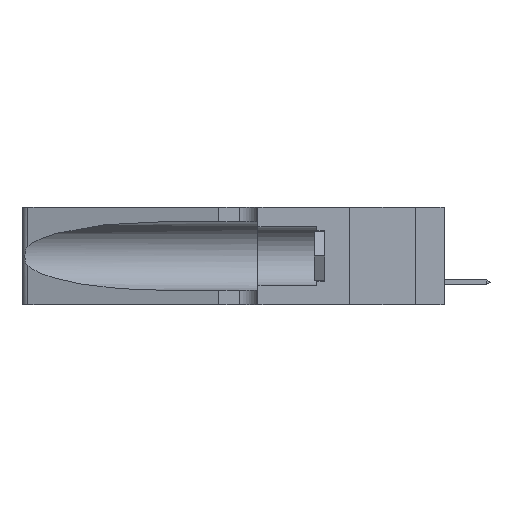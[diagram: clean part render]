
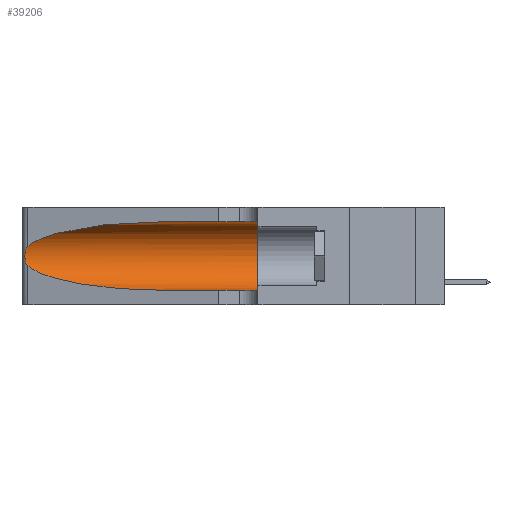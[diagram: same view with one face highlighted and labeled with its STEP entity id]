
A CAD part, left-side view. The second image highlights one B-rep face of the part: STEP entity #39206.
In plain terms, the highlighted cylindrical face has radius 3.308 mm (diameter 6.617 mm), a partial arc.
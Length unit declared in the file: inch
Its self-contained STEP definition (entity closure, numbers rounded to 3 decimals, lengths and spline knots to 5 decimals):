
#106 = EDGE_CURVE ( 'NONE', #14420, #15312, #17485, .T. ) ;
#921 = B_SPLINE_CURVE_WITH_KNOTS ( 'NONE', 3,
 ( #43860, #20012, #30711, #23373, #37340, #23222, #12697, #26901, #12857, #40509, #36879, #44026, #16043, #19538 ),
 .UNSPECIFIED., .F., .F.,
 ( 4, 2, 2, 2, 2, 2, 4 ),
 ( 0., 0.00027, 0.00053, 0.00107, 0.0016, 0.00187, 0.00214 ),
 .UNSPECIFIED. ) ;
#1405 = ORIENTED_EDGE ( 'NONE', *, *, #19595, .F. ) ;
#2183 = CARTESIAN_POINT ( 'NONE',  ( 0.25487, 1.22718, 0.14631 ) ) ;
#2616 = CARTESIAN_POINT ( 'NONE',  ( 0.25487, 1.22718, 0.22369 ) ) ;
#2740 = DIRECTION ( 'NONE',  ( 0., -1., 0. ) ) ;
#3658 = VERTEX_POINT ( 'NONE', #2616 ) ;
#7595 = CARTESIAN_POINT ( 'NONE',  ( 0.25487, 1.22718, 0.14631 ) ) ;
#8038 = ORIENTED_EDGE ( 'NONE', *, *, #36368, .T. ) ;
#9276 = EDGE_CURVE ( 'NONE', #14420, #3658, #33423, .T. ) ;
#9999 = VERTEX_POINT ( 'NONE', #29635 ) ;
#11835 = ORIENTED_EDGE ( 'NONE', *, *, #17778, .T. ) ;
#12123 = EDGE_CURVE ( 'NONE', #32197, #25337, #25854, .T. ) ;
#12527 = CARTESIAN_POINT ( 'NONE',  ( 0.1305, 0.35, 0.185 ) ) ;
#12697 = CARTESIAN_POINT ( 'NONE',  ( 0.26075, 1.23896, 0.19203 ) ) ;
#12857 = CARTESIAN_POINT ( 'NONE',  ( 0.26017, 1.23833, 0.17102 ) ) ;
#14420 = VERTEX_POINT ( 'NONE', #37729 ) ;
#15312 = VERTEX_POINT ( 'NONE', #26795 ) ;
#16043 = CARTESIAN_POINT ( 'NONE',  ( 0.25555, 1.22993, 0.14849 ) ) ;
#17485 = LINE ( 'NONE', #23637, #41388 ) ;
#17778 = EDGE_CURVE ( 'NONE', #25337, #9999, #21232, .T. ) ;
#19538 = CARTESIAN_POINT ( 'NONE',  ( 0.25487, 1.22718, 0.14631 ) ) ;
#19595 = EDGE_CURVE ( 'NONE', #15312, #9999, #33260, .T. ) ;
#19749 = DIRECTION ( 'NONE',  ( 0., 0., -1. ) ) ;
#20012 = CARTESIAN_POINT ( 'NONE',  ( 0.25555, 1.22994, 0.2215 ) ) ;
#20069 = CARTESIAN_POINT ( 'NONE',  ( 0.1305, 1.61858, 0.185 ) ) ;
#21232 = LINE ( 'NONE', #40999, #27907 ) ;
#22193 = AXIS2_PLACEMENT_3D ( 'NONE', #20069, #44231, #19749 ) ;
#22584 = CARTESIAN_POINT ( 'NONE',  ( 0.18966, 0.96281, 0.31525 ) ) ;
#23222 = CARTESIAN_POINT ( 'NONE',  ( 0.26018, 1.23835, 0.19895 ) ) ;
#23373 = CARTESIAN_POINT ( 'NONE',  ( 0.25787, 1.23484, 0.2124 ) ) ;
#23447 = FACE_OUTER_BOUND ( 'NONE', #40610, .T. ) ;
#23532 = CARTESIAN_POINT ( 'NONE',  ( 0.2373, 1.15595, 0.08982 ) ) ;
#23637 = CARTESIAN_POINT ( 'NONE',  ( 0.1305, 1.61858, 0.31525 ) ) ;
#25337 = VERTEX_POINT ( 'NONE', #38841 ) ;
#25500 = CARTESIAN_POINT ( 'NONE',  ( 0.1305, 0.72297, 0.31525 ) ) ;
#25854 =( BOUNDED_CURVE ( )  B_SPLINE_CURVE ( 3, ( #2183, #23532, #33582, #37027 ),
 .UNSPECIFIED., .F., .T. ) 
 B_SPLINE_CURVE_WITH_KNOTS ( ( 4, 4 ),
 ( 3.44316, 4.71239 ),
 .UNSPECIFIED. ) 
 CURVE ( )  GEOMETRIC_REPRESENTATION_ITEM ( )  RATIONAL_B_SPLINE_CURVE ( ( 1., 0.87, 0.87, 1. ) ) 
 REPRESENTATION_ITEM ( '' )  );
#26745 = CYLINDRICAL_SURFACE ( 'NONE', #22193, 0.13025 ) ;
#26795 = CARTESIAN_POINT ( 'NONE',  ( 0.1305, 0.35, 0.31525 ) ) ;
#26901 = CARTESIAN_POINT ( 'NONE',  ( 0.26075, 1.23896, 0.178 ) ) ;
#27119 = ORIENTED_EDGE ( 'NONE', *, *, #9276, .T. ) ;
#27377 = DIRECTION ( 'NONE',  ( 0., -1., 0. ) ) ;
#27907 = VECTOR ( 'NONE', #27377, 39.37008 ) ;
#29635 = CARTESIAN_POINT ( 'NONE',  ( 0.1305, 0.35, 0.05475 ) ) ;
#30711 = CARTESIAN_POINT ( 'NONE',  ( 0.25639, 1.23184, 0.21858 ) ) ;
#32197 = VERTEX_POINT ( 'NONE', #7595 ) ;
#33260 = CIRCLE ( 'NONE', #42883, 0.13025 ) ;
#33423 =( BOUNDED_CURVE ( )  B_SPLINE_CURVE ( 3, ( #25500, #22584, #40211, #43704 ),
 .UNSPECIFIED., .F., .T. ) 
 B_SPLINE_CURVE_WITH_KNOTS ( ( 4, 4 ),
 ( 1.5708, 2.84003 ),
 .UNSPECIFIED. ) 
 CURVE ( )  GEOMETRIC_REPRESENTATION_ITEM ( )  RATIONAL_B_SPLINE_CURVE ( ( 1., 0.87, 0.87, 1. ) ) 
 REPRESENTATION_ITEM ( '' )  );
#33582 = CARTESIAN_POINT ( 'NONE',  ( 0.18966, 0.96281, 0.05475 ) ) ;
#36368 = EDGE_CURVE ( 'NONE', #3658, #32197, #921, .T. ) ;
#36872 = DIRECTION ( 'NONE',  ( 0., 0., 1. ) ) ;
#36879 = CARTESIAN_POINT ( 'NONE',  ( 0.25789, 1.23486, 0.15765 ) ) ;
#37027 = CARTESIAN_POINT ( 'NONE',  ( 0.1305, 0.72297, 0.05475 ) ) ;
#37172 = DIRECTION ( 'NONE',  ( 0., 1., 0. ) ) ;
#37340 = CARTESIAN_POINT ( 'NONE',  ( 0.25854, 1.2359, 0.20912 ) ) ;
#37729 = CARTESIAN_POINT ( 'NONE',  ( 0.1305, 0.72297, 0.31525 ) ) ;
#38841 = CARTESIAN_POINT ( 'NONE',  ( 0.1305, 0.72297, 0.05475 ) ) ;
#39206 = ADVANCED_FACE ( 'NONE', ( #23447 ), #26745, .F. ) ;
#40211 = CARTESIAN_POINT ( 'NONE',  ( 0.2373, 1.15595, 0.28018 ) ) ;
#40509 = CARTESIAN_POINT ( 'NONE',  ( 0.25856, 1.23593, 0.16098 ) ) ;
#40610 = EDGE_LOOP ( 'NONE', ( #27119, #8038, #41741, #11835, #1405, #44951 ) ) ;
#40999 = CARTESIAN_POINT ( 'NONE',  ( 0.1305, 1.61858, 0.05475 ) ) ;
#41388 = VECTOR ( 'NONE', #2740, 39.37008 ) ;
#41741 = ORIENTED_EDGE ( 'NONE', *, *, #12123, .T. ) ;
#42883 = AXIS2_PLACEMENT_3D ( 'NONE', #12527, #37172, #36872 ) ;
#43704 = CARTESIAN_POINT ( 'NONE',  ( 0.25487, 1.22718, 0.22369 ) ) ;
#43860 = CARTESIAN_POINT ( 'NONE',  ( 0.25487, 1.22718, 0.22369 ) ) ;
#44026 = CARTESIAN_POINT ( 'NONE',  ( 0.25639, 1.23186, 0.15144 ) ) ;
#44231 = DIRECTION ( 'NONE',  ( 0., -1., 0. ) ) ;
#44951 = ORIENTED_EDGE ( 'NONE', *, *, #106, .F. ) ;
